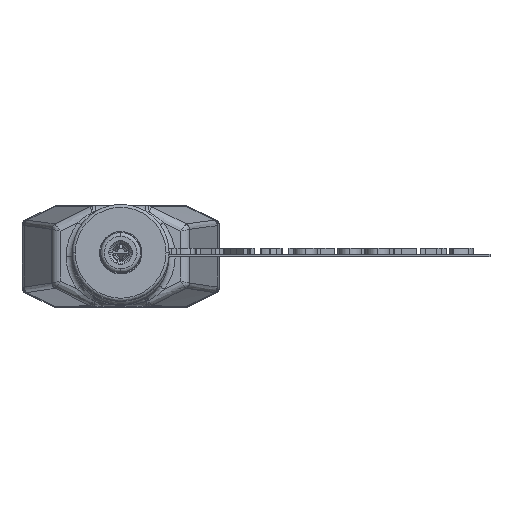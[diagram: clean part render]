
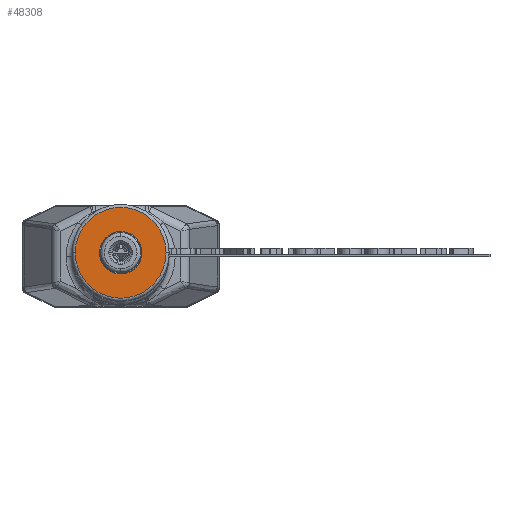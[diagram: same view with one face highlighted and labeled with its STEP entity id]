
A CAD part, top view. The second image highlights one B-rep face of the part: STEP entity #48308.
In plain terms, the highlighted face is planar.
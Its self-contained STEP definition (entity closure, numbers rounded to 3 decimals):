
#419 = CARTESIAN_POINT ( 'NONE',  ( 0., 0., 0. ) ) ;
#944 = CARTESIAN_POINT ( 'NONE',  ( 0., 0., 0. ) ) ;
#2179 = EDGE_CURVE ( 'NONE', #31794, #33053, #37854, .T. ) ;
#2500 = AXIS2_PLACEMENT_3D ( 'NONE', #29604, #6219, #33501 ) ;
#4315 = DIRECTION ( 'NONE',  ( 0., 0., 1. ) ) ;
#4343 = CARTESIAN_POINT ( 'NONE',  ( 0., 0., 0. ) ) ;
#4856 = DIRECTION ( 'NONE',  ( 0., 0., -1. ) ) ;
#5029 = FACE_BOUND ( 'NONE', #43316, .T. ) ;
#5260 = ORIENTED_EDGE ( 'NONE', *, *, #2179, .T. ) ;
#6219 = DIRECTION ( 'NONE',  ( 0., 1., 0. ) ) ;
#8269 = DIRECTION ( 'NONE',  ( 0., 0., -1. ) ) ;
#8532 = CARTESIAN_POINT ( 'NONE',  ( 0., 0., -3.75 ) ) ;
#8965 = ORIENTED_EDGE ( 'NONE', *, *, #47180, .F. ) ;
#10112 = CARTESIAN_POINT ( 'NONE',  ( 0., 0., 1.75 ) ) ;
#11795 = CARTESIAN_POINT ( 'NONE',  ( 0., 0., 3.75 ) ) ;
#12670 = ORIENTED_EDGE ( 'NONE', *, *, #48221, .T. ) ;
#13455 = ORIENTED_EDGE ( 'NONE', *, *, #29126, .F. ) ;
#14935 = CIRCLE ( 'NONE', #24936, 1.75 ) ;
#15019 = VERTEX_POINT ( 'NONE', #10112 ) ;
#15152 = CARTESIAN_POINT ( 'NONE',  ( 0., 0., -1.75 ) ) ;
#15509 = AXIS2_PLACEMENT_3D ( 'NONE', #944, #28239, #4856 ) ;
#18706 = DIRECTION ( 'NONE',  ( 0., 1., 0. ) ) ;
#19900 = EDGE_LOOP ( 'NONE', ( #12670, #5260 ) ) ;
#24592 = FACE_OUTER_BOUND ( 'NONE', #19900, .T. ) ;
#24936 = AXIS2_PLACEMENT_3D ( 'NONE', #42015, #18706, #45903 ) ;
#27720 = DIRECTION ( 'NONE',  ( 0., 1., 0. ) ) ;
#28239 = DIRECTION ( 'NONE',  ( 0., -1., 0. ) ) ;
#29126 = EDGE_CURVE ( 'NONE', #29848, #15019, #48800, .T. ) ;
#29604 = CARTESIAN_POINT ( 'NONE',  ( 0., 0., 0. ) ) ;
#29848 = VERTEX_POINT ( 'NONE', #15152 ) ;
#31649 = DIRECTION ( 'NONE',  ( 0., 1., 0. ) ) ;
#31794 = VERTEX_POINT ( 'NONE', #11795 ) ;
#31995 = PLANE ( 'NONE',  #15509 ) ;
#33053 = VERTEX_POINT ( 'NONE', #8532 ) ;
#33501 = DIRECTION ( 'NONE',  ( 0., 0., -1. ) ) ;
#37799 = AXIS2_PLACEMENT_3D ( 'NONE', #419, #27720, #4315 ) ;
#37854 = CIRCLE ( 'NONE', #2500, 3.75 ) ;
#39989 = AXIS2_PLACEMENT_3D ( 'NONE', #4343, #31649, #8269 ) ;
#42015 = CARTESIAN_POINT ( 'NONE',  ( 0., 0., 0. ) ) ;
#43316 = EDGE_LOOP ( 'NONE', ( #8965, #13455 ) ) ;
#45903 = DIRECTION ( 'NONE',  ( 0., 0., 1. ) ) ;
#46494 = CIRCLE ( 'NONE', #39989, 3.75 ) ;
#47180 = EDGE_CURVE ( 'NONE', #15019, #29848, #14935, .T. ) ;
#48221 = EDGE_CURVE ( 'NONE', #33053, #31794, #46494, .T. ) ;
#48308 = ADVANCED_FACE ( 'NONE', ( #5029, #24592 ), #31995, .F. ) ;
#48800 = CIRCLE ( 'NONE', #37799, 1.75 ) ;
